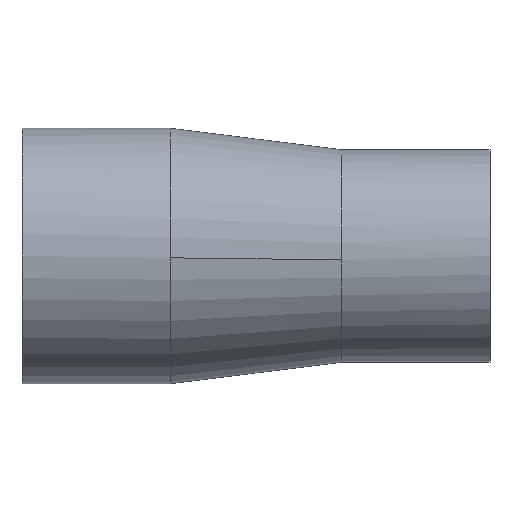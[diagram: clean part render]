
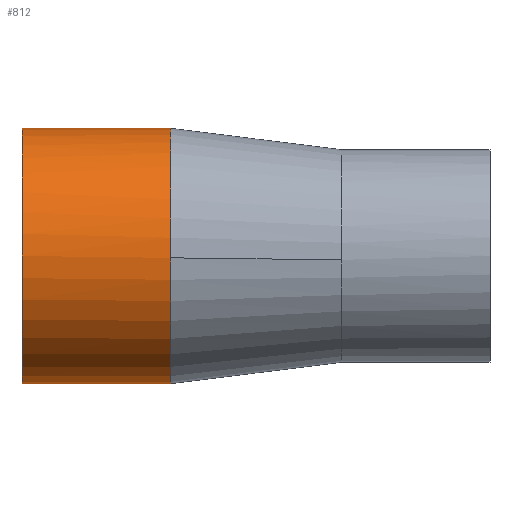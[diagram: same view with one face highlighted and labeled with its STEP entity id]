
A CAD part, left-side view. The second image highlights one B-rep face of the part: STEP entity #812.
In plain terms, the highlighted cylindrical face has radius 38.1 mm (diameter 76.2 mm), a partial arc.
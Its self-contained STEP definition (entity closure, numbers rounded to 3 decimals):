
#6 = CYLINDRICAL_SURFACE ( 'NONE', #773, 38.1 ) ;
#46 = DIRECTION ( 'NONE',  ( 0., -1., 0. ) ) ;
#56 = VERTEX_POINT ( 'NONE', #746 ) ;
#101 = CIRCLE ( 'NONE', #824, 38.1 ) ;
#117 = CARTESIAN_POINT ( 'NONE',  ( 6.35, 95.25, 38.1 ) ) ;
#119 = DIRECTION ( 'NONE',  ( 0., 0., 1. ) ) ;
#169 = AXIS2_PLACEMENT_3D ( 'NONE', #890, #521, #260 ) ;
#193 = LINE ( 'NONE', #117, #253 ) ;
#203 = DIRECTION ( 'NONE',  ( 0., -1., 0. ) ) ;
#218 = VECTOR ( 'NONE', #866, 1000. ) ;
#253 = VECTOR ( 'NONE', #203, 1000. ) ;
#260 = DIRECTION ( 'NONE',  ( 0., 0., 1. ) ) ;
#328 = CARTESIAN_POINT ( 'NONE',  ( 6.35, 95.25, 38.1 ) ) ;
#343 = CARTESIAN_POINT ( 'NONE',  ( 6.35, 95.25, -38.1 ) ) ;
#404 = EDGE_CURVE ( 'NONE', #56, #932, #954, .T. ) ;
#414 = AXIS2_PLACEMENT_3D ( 'NONE', #1122, #421, #597 ) ;
#421 = DIRECTION ( 'NONE',  ( 0., 1., 0. ) ) ;
#443 = VERTEX_POINT ( 'NONE', #587 ) ;
#447 = ORIENTED_EDGE ( 'NONE', *, *, #663, .F. ) ;
#455 = EDGE_CURVE ( 'NONE', #56, #497, #712, .T. ) ;
#466 = DIRECTION ( 'NONE',  ( 0., 1., 0. ) ) ;
#479 = CARTESIAN_POINT ( 'NONE',  ( 6.35, 95.25, 0. ) ) ;
#497 = VERTEX_POINT ( 'NONE', #328 ) ;
#521 = DIRECTION ( 'NONE',  ( 0., 1., 0. ) ) ;
#539 = ORIENTED_EDGE ( 'NONE', *, *, #616, .T. ) ;
#569 = CARTESIAN_POINT ( 'NONE',  ( 6.35, 50.8, -38.1 ) ) ;
#587 = CARTESIAN_POINT ( 'NONE',  ( 6.35, 50.8, 38.1 ) ) ;
#597 = DIRECTION ( 'NONE',  ( 0., 0., 1. ) ) ;
#616 = EDGE_CURVE ( 'NONE', #850, #443, #894, .T. ) ;
#634 = CARTESIAN_POINT ( 'NONE',  ( 6.35, 50.8, 0. ) ) ;
#663 = EDGE_CURVE ( 'NONE', #497, #443, #193, .T. ) ;
#712 = CIRCLE ( 'NONE', #414, 38.1 ) ;
#728 = ORIENTED_EDGE ( 'NONE', *, *, #942, .T. ) ;
#746 = CARTESIAN_POINT ( 'NONE',  ( 6.35, 95.25, -38.1 ) ) ;
#773 = AXIS2_PLACEMENT_3D ( 'NONE', #479, #46, #1085 ) ;
#812 = ADVANCED_FACE ( 'NONE', ( #902 ), #6, .T. ) ;
#824 = AXIS2_PLACEMENT_3D ( 'NONE', #634, #466, #119 ) ;
#850 = VERTEX_POINT ( 'NONE', #991 ) ;
#866 = DIRECTION ( 'NONE',  ( 0., -1., 0. ) ) ;
#890 = CARTESIAN_POINT ( 'NONE',  ( 6.35, 50.8, 0. ) ) ;
#894 = CIRCLE ( 'NONE', #169, 38.1 ) ;
#897 = EDGE_LOOP ( 'NONE', ( #447, #943, #1096, #728, #539 ) ) ;
#902 = FACE_OUTER_BOUND ( 'NONE', #897, .T. ) ;
#932 = VERTEX_POINT ( 'NONE', #569 ) ;
#942 = EDGE_CURVE ( 'NONE', #932, #850, #101, .T. ) ;
#943 = ORIENTED_EDGE ( 'NONE', *, *, #455, .F. ) ;
#954 = LINE ( 'NONE', #343, #218 ) ;
#991 = CARTESIAN_POINT ( 'NONE',  ( -31.746, 50.8, -0.551 ) ) ;
#1085 = DIRECTION ( 'NONE',  ( 0., 0., -1. ) ) ;
#1096 = ORIENTED_EDGE ( 'NONE', *, *, #404, .T. ) ;
#1122 = CARTESIAN_POINT ( 'NONE',  ( 6.35, 95.25, 0. ) ) ;
